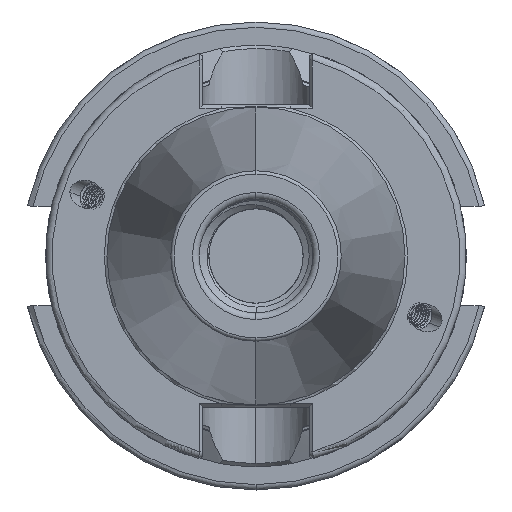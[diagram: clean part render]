
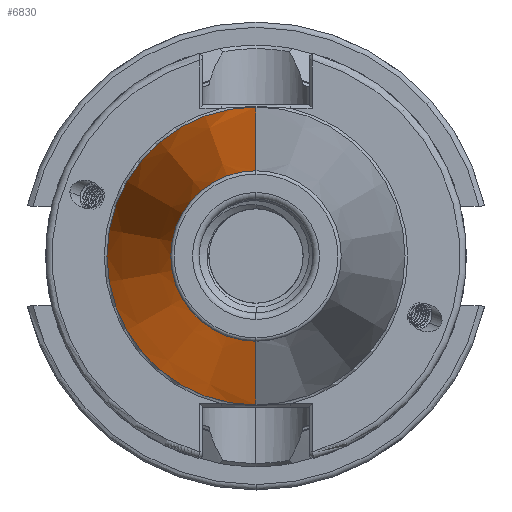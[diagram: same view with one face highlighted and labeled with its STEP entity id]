
A CAD part, left-side view. The second image highlights one B-rep face of the part: STEP entity #6830.
In plain terms, the highlighted conical face has half-angle 8.297 degrees and reference radius 22.298 mm.
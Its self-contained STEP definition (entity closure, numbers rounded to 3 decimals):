
#515 = CONICAL_SURFACE ( 'NONE', #20680, 22.298, 0.145 ) ;
#519 = FACE_OUTER_BOUND ( 'NONE', #2480, .T. ) ;
#907 = EDGE_CURVE ( 'NONE', #16589, #16610, #1742, .T. ) ;
#909 = EDGE_CURVE ( 'NONE', #16582, #16610, #1716, .T. ) ;
#927 = EDGE_CURVE ( 'NONE', #16575, #16589, #1715, .T. ) ;
#975 = EDGE_CURVE ( 'NONE', #16575, #16582, #1798, .T. ) ;
#1038 = AXIS2_PLACEMENT_3D ( 'NONE', #20140, #20117, #20118 ) ;
#1059 = AXIS2_PLACEMENT_3D ( 'NONE', #19557, #19551, #19569 ) ;
#1713 = VECTOR ( 'NONE', #20060, 1000. ) ;
#1715 = CIRCLE ( 'NONE', #1059, 12.75 ) ;
#1716 = CIRCLE ( 'NONE', #1038, 22.298 ) ;
#1742 = LINE ( 'NONE', #20070, #1713 ) ;
#1798 = LINE ( 'NONE', #2840, #1806 ) ;
#1806 = VECTOR ( 'NONE', #2849, 1000. ) ;
#2480 = EDGE_LOOP ( 'NONE', ( #20914, #13988, #13944, #13930 ) ) ;
#2840 = CARTESIAN_POINT ( 'NONE',  ( -1.5, 0., -22.298 ) ) ;
#2849 = DIRECTION ( 'NONE',  ( 0.99, 0., -0.144 ) ) ;
#5148 = DIRECTION ( 'NONE',  ( 1., 0., 0. ) ) ;
#5149 = DIRECTION ( 'NONE',  ( 0., 0., -1. ) ) ;
#5154 = CARTESIAN_POINT ( 'NONE',  ( -1.5, 0., 0. ) ) ;
#6830 = ADVANCED_FACE ( 'NONE', ( #519 ), #515, .T. ) ;
#13669 = CARTESIAN_POINT ( 'NONE',  ( -66.972, 0., -12.75 ) ) ;
#13670 = CARTESIAN_POINT ( 'NONE',  ( -1.5, 0., -22.298 ) ) ;
#13683 = CARTESIAN_POINT ( 'NONE',  ( -66.972, 0., 12.75 ) ) ;
#13685 = CARTESIAN_POINT ( 'NONE',  ( -1.5, 0., 22.298 ) ) ;
#13930 = ORIENTED_EDGE ( 'NONE', *, *, #975, .F. ) ;
#13944 = ORIENTED_EDGE ( 'NONE', *, *, #909, .F. ) ;
#13988 = ORIENTED_EDGE ( 'NONE', *, *, #907, .T. ) ;
#16575 = VERTEX_POINT ( 'NONE', #13669 ) ;
#16582 = VERTEX_POINT ( 'NONE', #13670 ) ;
#16589 = VERTEX_POINT ( 'NONE', #13683 ) ;
#16610 = VERTEX_POINT ( 'NONE', #13685 ) ;
#19551 = DIRECTION ( 'NONE',  ( 1., 0., 0. ) ) ;
#19557 = CARTESIAN_POINT ( 'NONE',  ( -66.972, 0., 0. ) ) ;
#19569 = DIRECTION ( 'NONE',  ( 0., 0., -1. ) ) ;
#20060 = DIRECTION ( 'NONE',  ( 0.99, 0., 0.144 ) ) ;
#20070 = CARTESIAN_POINT ( 'NONE',  ( -1.5, 0., 22.298 ) ) ;
#20117 = DIRECTION ( 'NONE',  ( 1., 0., 0. ) ) ;
#20118 = DIRECTION ( 'NONE',  ( 0., 0., -1. ) ) ;
#20140 = CARTESIAN_POINT ( 'NONE',  ( -1.5, 0., 0. ) ) ;
#20680 = AXIS2_PLACEMENT_3D ( 'NONE', #5154, #5148, #5149 ) ;
#20914 = ORIENTED_EDGE ( 'NONE', *, *, #927, .T. ) ;
